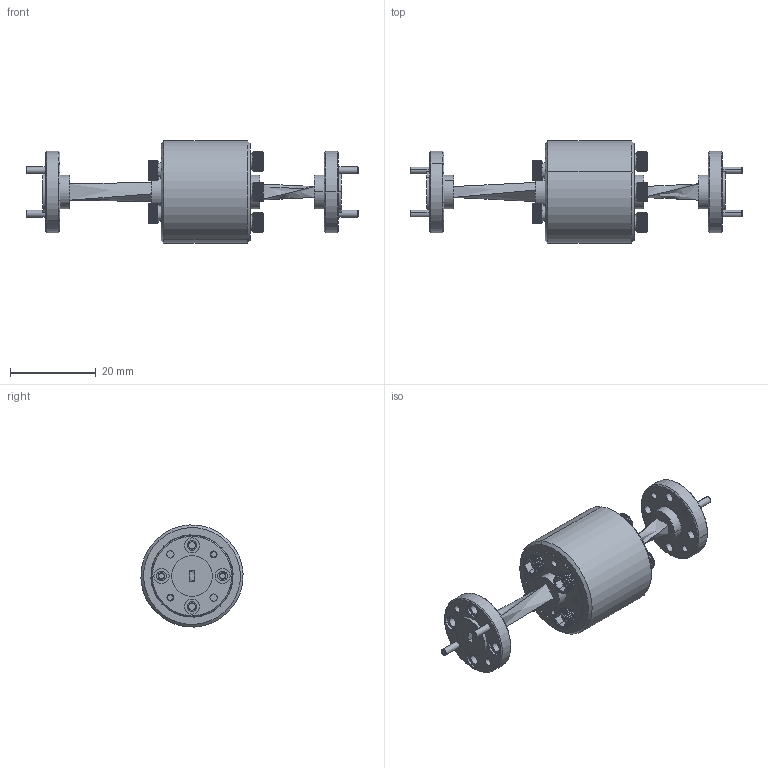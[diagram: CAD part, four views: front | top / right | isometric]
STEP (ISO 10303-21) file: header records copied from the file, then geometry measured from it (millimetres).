
FILE_DESCRIPTION (( 'STEP AP203' ), '1' );
FILE_NAME ('STF-10-91.STEP', '2021-05-13T00:28:31', ( '' ), ( '' ), 'SwSTEP 2.0', 'SolidWorks 2021', '' );
FILE_SCHEMA (( 'CONFIG_CONTROL_DESIGN' ));
Length unit declared in the file: inch
Products named in the file (1): STF-10-91
Bounding box: 77.55 x 23.84 x 23.84 mm (x, y, z)
Volume: 10546.5 mm3; surface area: 11372.1 mm2
Topology: 29 solids, 29 shells, 1747 faces, 4722 edges, 3086 vertices
Faces by surface type: plane 936, cylinder 616, cone 144, bspline 35, torus 16
Entity records: 61207 total; most frequent: CARTESIAN_POINT 19947, ORIENTED_EDGE 9440, DIRECTION 7495, EDGE_CURVE 4720, VERTEX_POINT 3086, AXIS2_PLACEMENT_3D 2876, EDGE_LOOP 1906, ADVANCED_FACE 1747
